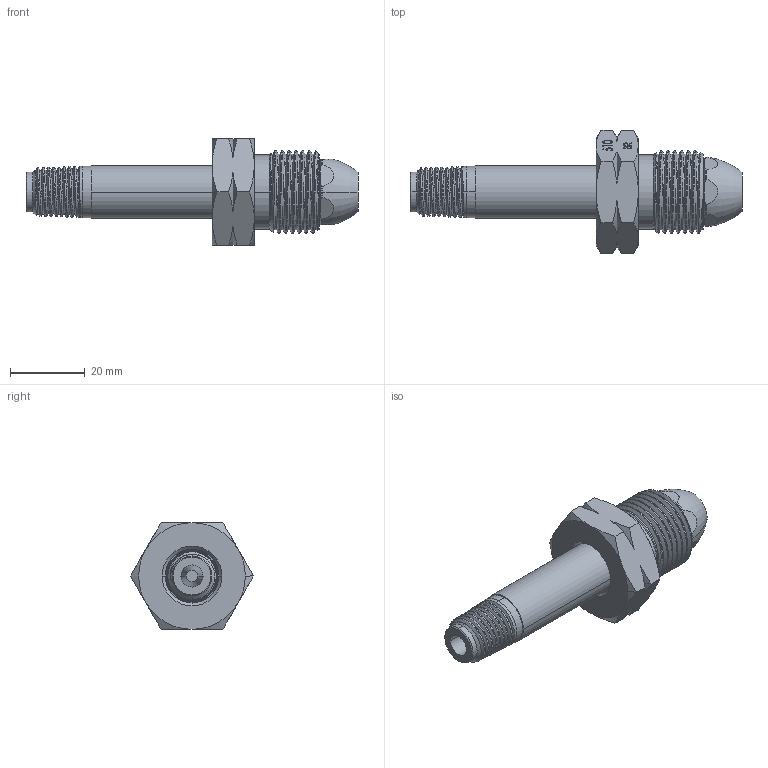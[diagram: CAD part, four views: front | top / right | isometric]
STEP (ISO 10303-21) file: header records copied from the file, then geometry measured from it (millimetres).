
FILE_DESCRIPTION (( 'STEP AP203' ), '1' );
FILE_NAME ('INL-510CH-4M-56R.STEP', '2025-02-21T14:05:36', ( '' ), ( '' ), 'SwSTEP 2.0', 'SolidWorks 2018', '' );
FILE_SCHEMA (( 'CONFIG_CONTROL_DESIGN' ));
Length unit declared in the file: inch
Products named in the file (1): INL-510CH-4M-56R
Bounding box: 88.9 x 33 x 28.57 mm (x, y, z)
Volume: 20805.8 mm3; surface area: 11876.4 mm2
Topology: 3 solids, 3 shells, 226 faces, 564 edges, 359 vertices
Faces by surface type: cone 76, plane 64, cylinder 41, bspline 37, torus 6, sphere 2
Entity records: 14427 total; most frequent: CARTESIAN_POINT 9407, ORIENTED_EDGE 1128, DIRECTION 859, EDGE_CURVE 564, VERTEX_POINT 359, AXIS2_PLACEMENT_3D 311, EDGE_LOOP 245, LINE 237
